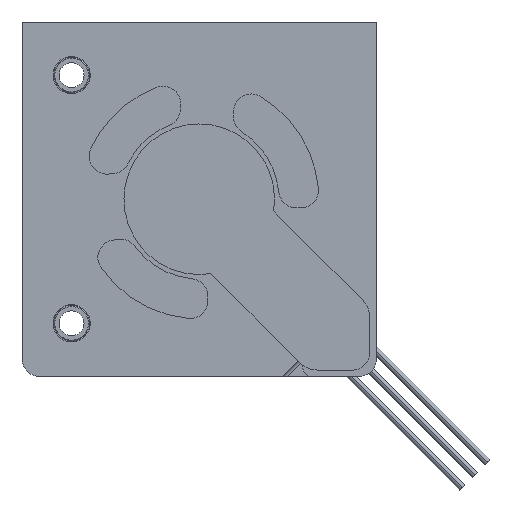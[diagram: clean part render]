
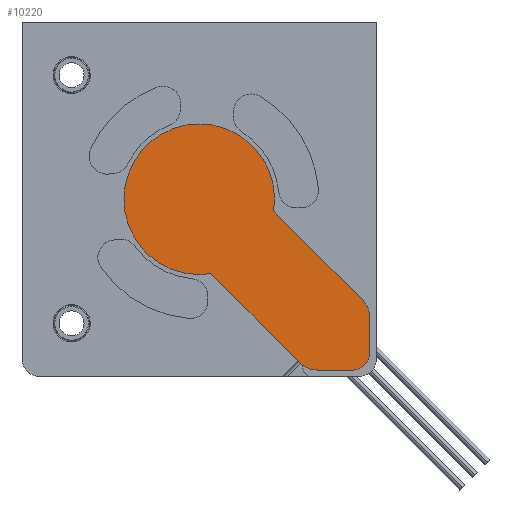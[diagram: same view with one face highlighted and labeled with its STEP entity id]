
A CAD part, front view. The second image highlights one B-rep face of the part: STEP entity #10220.
In plain terms, the highlighted face is planar.
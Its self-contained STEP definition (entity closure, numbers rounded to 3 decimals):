
#9977=CARTESIAN_POINT('',(0.,0.075,0.));
#9978=DIRECTION('',(0.,1.,0.));
#9979=DIRECTION('',(-0.588,0.,-0.809));
#9980=AXIS2_PLACEMENT_3D('',#9977,#9978,#9979);
#9985=DIRECTION('',(0.,0.,1.));
#9986=VECTOR('',#9985,7.063);
#9987=CARTESIAN_POINT('',(-2.5,0.075,-10.5));
#9988=LINE('',#9987,#9986);
#9992=CARTESIAN_POINT('',(-1.,0.075,-10.5));
#9993=DIRECTION('',(0.,1.,0.));
#9994=DIRECTION('',(-0.707,0.,-0.707));
#9995=AXIS2_PLACEMENT_3D('',#9992,#9993,#9994);
#10000=DIRECTION('',(-0.707,0.,0.707));
#10001=VECTOR('',#10000,1.923);
#10002=CARTESIAN_POINT('',(-0.701,0.075,-12.92));
#10003=LINE('',#10002,#10001);
#10007=CARTESIAN_POINT('',(0.006,0.075,-12.213));
#10008=DIRECTION('',(0.,1.,0.));
#10009=DIRECTION('',(0.707,0.,-0.707));
#10010=AXIS2_PLACEMENT_3D('',#10007,#10008,#10009);
#10015=DIRECTION('',(-0.707,0.,-0.707));
#10016=VECTOR('',#10015,1.923);
#10017=CARTESIAN_POINT('',(2.073,0.075,-11.561));
#10018=LINE('',#10017,#10016);
#10022=CARTESIAN_POINT('',(1.012,0.075,-10.5));
#10023=DIRECTION('',(0.,1.,0.));
#10024=DIRECTION('',(1.,0.,0.));
#10025=AXIS2_PLACEMENT_3D('',#10022,#10023,#10024);
#10030=DIRECTION('',(0.,0.,-1.));
#10031=VECTOR('',#10030,7.072);
#10032=CARTESIAN_POINT('',(2.512,0.075,-3.428));
#10033=LINE('',#10032,#10031);
#10049=CARTESIAN_POINT('',(-2.5,0.075,-3.437));
#10050=CARTESIAN_POINT('',(2.512,0.075,-3.428));
#10051=VERTEX_POINT('',#10049);
#10052=VERTEX_POINT('',#10050);
#10053=CARTESIAN_POINT('',(2.512,0.075,-10.5));
#10054=VERTEX_POINT('',#10053);
#10055=CARTESIAN_POINT('',(2.073,0.075,-11.561));
#10056=VERTEX_POINT('',#10055);
#10057=CARTESIAN_POINT('',(-2.061,0.075,-11.561));
#10058=CARTESIAN_POINT('',(-2.5,0.075,-10.5));
#10059=VERTEX_POINT('',#10057);
#10060=VERTEX_POINT('',#10058);
#10065=CARTESIAN_POINT('',(0.713,0.075,-12.92));
#10066=VERTEX_POINT('',#10065);
#10067=CARTESIAN_POINT('',(-0.701,0.075,-12.92));
#10068=VERTEX_POINT('',#10067);
#10205=CARTESIAN_POINT('',(0.,0.075,0.));
#10206=DIRECTION('',(0.,1.,0.));
#10207=DIRECTION('',(1.,0.,0.));
#10208=AXIS2_PLACEMENT_3D('',#10205,#10206,#10207);
#10209=PLANE('',#10208);
#10210=ORIENTED_EDGE('',*,*,#10101,.F.);
#10211=ORIENTED_EDGE('',*,*,#10116,.F.);
#10212=ORIENTED_EDGE('',*,*,#10130,.F.);
#10213=ORIENTED_EDGE('',*,*,#10144,.F.);
#10214=ORIENTED_EDGE('',*,*,#10158,.F.);
#10215=ORIENTED_EDGE('',*,*,#10172,.F.);
#10216=ORIENTED_EDGE('',*,*,#10186,.F.);
#10217=ORIENTED_EDGE('',*,*,#10199,.F.);
#10218=EDGE_LOOP('',(#10210,#10211,#10212,#10213,#10214,#10215,#10216,#10217));
#10219=FACE_OUTER_BOUND('',#10218,.F.);
#9981=CIRCLE('',#9980,4.25);
#9996=CIRCLE('',#9995,1.5);
#10011=CIRCLE('',#10010,1.);
#10026=CIRCLE('',#10025,1.5);
#10101=EDGE_CURVE('',#10051,#10052,#9981,.T.);
#10116=EDGE_CURVE('',#10060,#10051,#9988,.T.);
#10130=EDGE_CURVE('',#10059,#10060,#9996,.T.);
#10144=EDGE_CURVE('',#10068,#10059,#10003,.T.);
#10158=EDGE_CURVE('',#10066,#10068,#10011,.T.);
#10172=EDGE_CURVE('',#10056,#10066,#10018,.T.);
#10186=EDGE_CURVE('',#10054,#10056,#10026,.T.);
#10199=EDGE_CURVE('',#10052,#10054,#10033,.T.);
#10220=ADVANCED_FACE('',(#10219),#10209,.T.);
